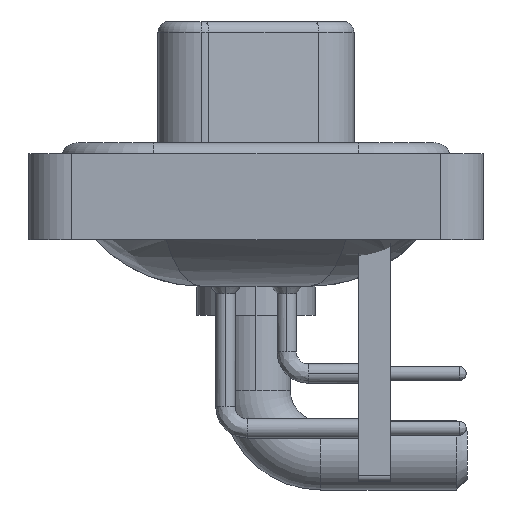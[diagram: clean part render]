
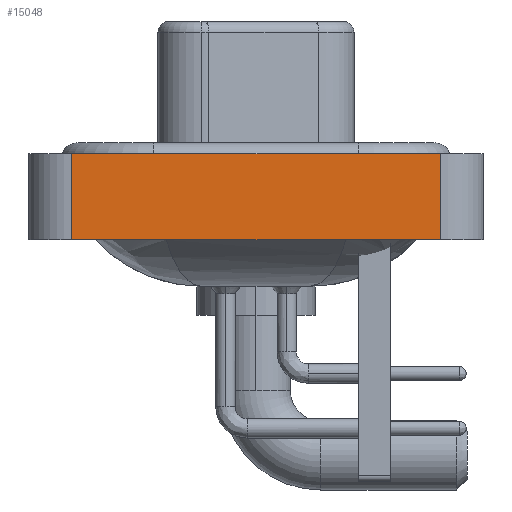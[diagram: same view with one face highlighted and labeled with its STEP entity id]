
A CAD part, left-side view. The second image highlights one B-rep face of the part: STEP entity #15048.
In plain terms, the highlighted planar face has unit normal (-1, 0, 0).
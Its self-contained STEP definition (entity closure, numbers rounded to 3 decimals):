
#2090 = EDGE_CURVE ( 'NONE', #9214, #11146, #2498, .T. ) ;
#2498 = LINE ( 'NONE', #16440, #8382 ) ;
#2555 = EDGE_CURVE ( 'NONE', #9633, #5841, #16838, .T. ) ;
#3708 = CARTESIAN_POINT ( 'NONE',  ( -7.35, -8.55, -3.6 ) ) ;
#3905 = CARTESIAN_POINT ( 'NONE',  ( -7.35, 8.55, -3.6 ) ) ;
#4014 = ORIENTED_EDGE ( 'NONE', *, *, #11584, .F. ) ;
#4550 = ORIENTED_EDGE ( 'NONE', *, *, #2090, .F. ) ;
#4724 = PLANE ( 'NONE',  #7609 ) ;
#5080 = CARTESIAN_POINT ( 'NONE',  ( -7.35, 8.55, -3.6 ) ) ;
#5841 = VERTEX_POINT ( 'NONE', #3708 ) ;
#6971 = CARTESIAN_POINT ( 'NONE',  ( -7.35, 8.55, 0.4 ) ) ;
#7470 = DIRECTION ( 'NONE',  ( 0., -1., 0. ) ) ;
#7609 = AXIS2_PLACEMENT_3D ( 'NONE', #16370, #15925, #16521 ) ;
#8382 = VECTOR ( 'NONE', #21804, 1000. ) ;
#8409 = LINE ( 'NONE', #17777, #26043 ) ;
#9214 = VERTEX_POINT ( 'NONE', #6971 ) ;
#9633 = VERTEX_POINT ( 'NONE', #5080 ) ;
#9921 = CARTESIAN_POINT ( 'NONE',  ( -7.35, -8.55, -3.6 ) ) ;
#11146 = VERTEX_POINT ( 'NONE', #15610 ) ;
#11584 = EDGE_CURVE ( 'NONE', #9633, #9214, #12920, .T. ) ;
#12860 = EDGE_CURVE ( 'NONE', #5841, #11146, #8409, .T. ) ;
#12920 = LINE ( 'NONE', #3905, #23488 ) ;
#14312 = EDGE_LOOP ( 'NONE', ( #19028, #4550, #4014, #21914 ) ) ;
#15048 = ADVANCED_FACE ( 'NONE', ( #28046 ), #4724, .T. ) ;
#15610 = CARTESIAN_POINT ( 'NONE',  ( -7.35, -8.55, 0.4 ) ) ;
#15925 = DIRECTION ( 'NONE',  ( -1., 0., 0. ) ) ;
#16370 = CARTESIAN_POINT ( 'NONE',  ( -7.35, -8.55, -3.6 ) ) ;
#16440 = CARTESIAN_POINT ( 'NONE',  ( -7.35, -8.55, 0.4 ) ) ;
#16521 = DIRECTION ( 'NONE',  ( 0., 0., 1. ) ) ;
#16708 = VECTOR ( 'NONE', #7470, 1000. ) ;
#16838 = LINE ( 'NONE', #9921, #16708 ) ;
#17777 = CARTESIAN_POINT ( 'NONE',  ( -7.35, -8.55, -3.6 ) ) ;
#17989 = DIRECTION ( 'NONE',  ( 0., 0., 1. ) ) ;
#19028 = ORIENTED_EDGE ( 'NONE', *, *, #12860, .T. ) ;
#21804 = DIRECTION ( 'NONE',  ( 0., -1., 0. ) ) ;
#21914 = ORIENTED_EDGE ( 'NONE', *, *, #2555, .T. ) ;
#23488 = VECTOR ( 'NONE', #17989, 1000. ) ;
#24538 = DIRECTION ( 'NONE',  ( 0., 0., 1. ) ) ;
#26043 = VECTOR ( 'NONE', #24538, 1000. ) ;
#28046 = FACE_OUTER_BOUND ( 'NONE', #14312, .T. ) ;
